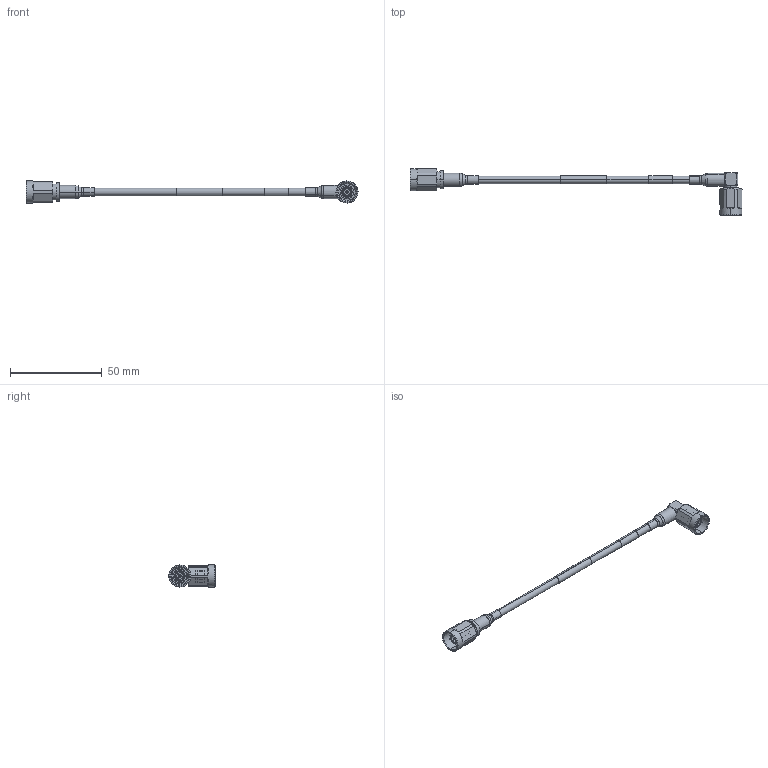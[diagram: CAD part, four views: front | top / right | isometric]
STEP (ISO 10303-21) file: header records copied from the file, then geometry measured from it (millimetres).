
FILE_DESCRIPTION (( 'STEP AP214' ), '1' );
FILE_NAME ('FMCA2354_3D.step', '2024-07-18T18:15:25', ( '' ), ( '' ), 'SwSTEP 2.0', 'SolidWorks 2022', '' );
FILE_SCHEMA (( 'AUTOMOTIVE_DESIGN' ));
Length unit declared in the file: millimetre
Products named in the file (6): Copy of TFT-402-MA1^FMCA2354; Copy of TC-402-NX10M-LP-PE^FMCA2354; Copy of LABEL1^FMCA2354; Copy of TC-402-NX10M-RA-LP-PE^FMCA2354; Copy of TFT-402-LF^FMCA2354_WITH LABEL; FMCA2354_3D
Assembly tree (6 placements, depth 2):
  FMCA2354_3D
    Copy of TFT-402-LF^FMCA2354_WITH LABEL
    Copy of TC-402-NX10M-LP-PE^FMCA2354
    Copy of TFT-402-MA1^FMCA2354  x2
    Copy of TC-402-NX10M-RA-LP-PE^FMCA2354
    Copy of LABEL1^FMCA2354
Bounding box: 180.9 x 25.2 x 12 mm (x, y, z)
Volume: 5112.4 mm3; surface area: 7667.3 mm2
Topology: 7 solids, 8 shells, 440 faces, 1034 edges, 642 vertices
Faces by surface type: cylinder 137, plane 123, cone 116, torus 64
Entity records: 13003 total; most frequent: CARTESIAN_POINT 2977, DIRECTION 2156, ORIENTED_EDGE 1980, EDGE_CURVE 990, AXIS2_PLACEMENT_3D 893, VERTEX_POINT 618, CIRCLE 466, EDGE_LOOP 456
